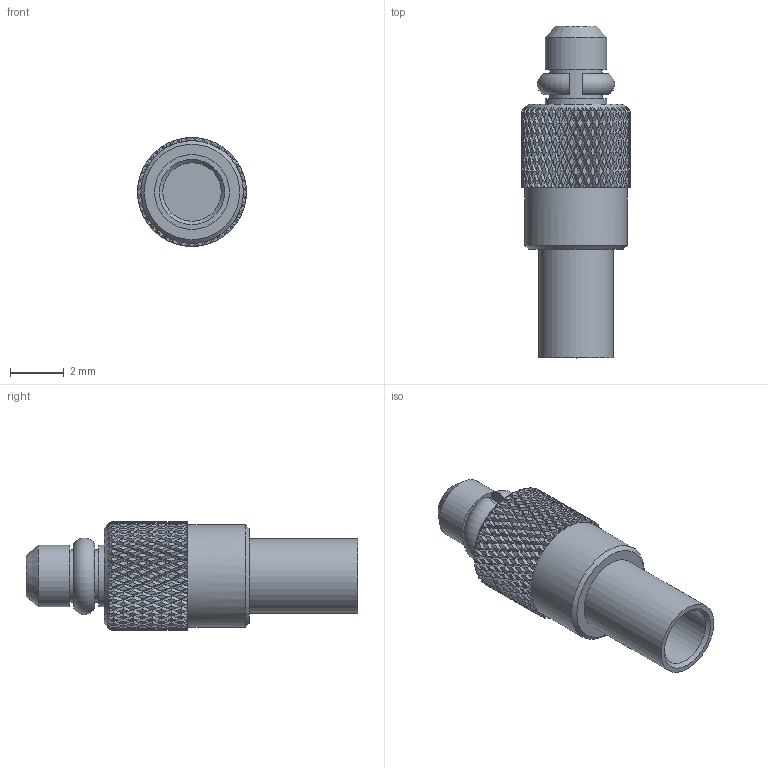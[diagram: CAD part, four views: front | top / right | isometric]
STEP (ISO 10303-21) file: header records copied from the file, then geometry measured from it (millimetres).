
FILE_DESCRIPTION (( 'STEP AP203' ), '1' );
FILE_NAME ('PE44453_3D.step', '2021-05-14T16:31:53', ( '' ), ( '' ), 'SwSTEP 2.0', 'SolidWorks 2020', '' );
FILE_SCHEMA (( 'CONFIG_CONTROL_DESIGN' ));
Products named in the file (1): PE44453_3D
Bounding box: 4.06 x 12.4 x 4.06 mm (x, y, z)
Volume: 83.4 mm3; surface area: 226.7 mm2
Topology: 2 solids, 2 shells, 1908 faces, 3929 edges, 2032 vertices
Faces by surface type: bspline 1440, cylinder 369, plane 93, cone 5, torus 1
Full cylindrical faces by diameter (mm): 0.508 x1, 1.3 x1, 1.945 x1, 2.184 x1, 2.312 x2, 2.794 x1, 3.83 x1
Entity records: 76511 total; most frequent: CARTESIAN_POINT 52627, ORIENTED_EDGE 7824, EDGE_CURVE 3912, VERTEX_POINT 2028, EDGE_LOOP 1928, FACE_OUTER_BOUND 1916, ADVANCED_FACE 1908, B_SPLINE_CURVE_WITH_KNOTS 1642
